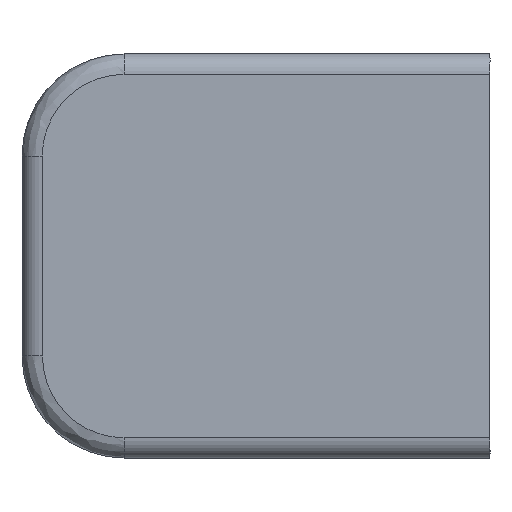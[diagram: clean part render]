
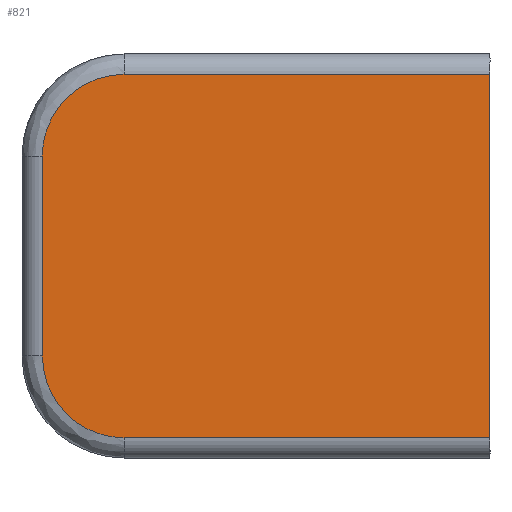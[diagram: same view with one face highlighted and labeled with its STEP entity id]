
A CAD part, front view. The second image highlights one B-rep face of the part: STEP entity #821.
In plain terms, the highlighted planar face has unit normal (0, -1, 0).
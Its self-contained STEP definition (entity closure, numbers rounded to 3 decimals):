
#15 = AXIS2_PLACEMENT_3D ( 'NONE', #164, #1075, #177 ) ;
#22 = ORIENTED_EDGE ( 'NONE', *, *, #666, .T. ) ;
#36 = CARTESIAN_POINT ( 'NONE',  ( 9.332, -58.039, 3.351 ) ) ;
#44 = LINE ( 'NONE', #606, #225 ) ;
#46 = CARTESIAN_POINT ( 'NONE',  ( 9.015, -58.039, 3.489 ) ) ;
#93 = CARTESIAN_POINT ( 'NONE',  ( 10.421, -58.039, 16.713 ) ) ;
#110 = CARTESIAN_POINT ( 'NONE',  ( 7.373, -58.039, 13.665 ) ) ;
#132 = CARTESIAN_POINT ( 'NONE',  ( 7.531, -58.039, 5.226 ) ) ;
#140 = CARTESIAN_POINT ( 'NONE',  ( 7.669, -58.039, 4.867 ) ) ;
#155 = CARTESIAN_POINT ( 'NONE',  ( 7.56, -58.039, 5.146 ) ) ;
#164 = CARTESIAN_POINT ( 'NONE',  ( 6.174, -58.039, 17.852 ) ) ;
#177 = DIRECTION ( 'NONE',  ( 0., 0., -1. ) ) ;
#183 = EDGE_CURVE ( 'NONE', #587, #899, #44, .T. ) ;
#199 = CARTESIAN_POINT ( 'NONE',  ( 7.437, -58.039, 14.386 ) ) ;
#209 = DIRECTION ( 'NONE',  ( 0., 0., -1. ) ) ;
#221 = CARTESIAN_POINT ( 'NONE',  ( 7.892, -58.039, 15.391 ) ) ;
#225 = VECTOR ( 'NONE', #269, 1000. ) ;
#242 = EDGE_CURVE ( 'NONE', #1055, #456, #771, .T. ) ;
#269 = DIRECTION ( 'NONE',  ( 0., 0., -1. ) ) ;
#308 = CARTESIAN_POINT ( 'NONE',  ( 9.09, -58.039, 16.417 ) ) ;
#314 = CARTESIAN_POINT ( 'NONE',  ( 7.373, -58.039, 14.031 ) ) ;
#329 = CARTESIAN_POINT ( 'NONE',  ( 9.449, -58.039, 16.555 ) ) ;
#382 = CARTESIAN_POINT ( 'NONE',  ( 8.006, -58.039, 4.333 ) ) ;
#389 = CARTESIAN_POINT ( 'NONE',  ( 7.581, -58.039, 5.089 ) ) ;
#390 = ORIENTED_EDGE ( 'NONE', *, *, #242, .T. ) ;
#417 = ORIENTED_EDGE ( 'NONE', *, *, #971, .F. ) ;
#427 = CARTESIAN_POINT ( 'NONE',  ( 7.373, -58.039, 6.198 ) ) ;
#434 = CARTESIAN_POINT ( 'NONE',  ( 7.598, -58.039, 14.816 ) ) ;
#456 = VERTEX_POINT ( 'NONE', #1423 ) ;
#476 = CARTESIAN_POINT ( 'NONE',  ( 7.479, -58.039, 5.388 ) ) ;
#503 = CARTESIAN_POINT ( 'NONE',  ( 8.446, -58.039, 3.865 ) ) ;
#548 = CARTESIAN_POINT ( 'NONE',  ( 8.553, -58.039, 16.084 ) ) ;
#579 = CARTESIAN_POINT ( 'NONE',  ( 8.143, -58.039, 4.17 ) ) ;
#587 = VERTEX_POINT ( 'NONE', #1231 ) ;
#588 = CARTESIAN_POINT ( 'NONE',  ( 10.055, -58.039, 3.15 ) ) ;
#596 = CARTESIAN_POINT ( 'NONE',  ( 7.585, -58.039, 5.078 ) ) ;
#606 = CARTESIAN_POINT ( 'NONE',  ( 7.373, -58.039, 17.852 ) ) ;
#607 = CARTESIAN_POINT ( 'NONE',  ( 24.086, -58.039, 16.713 ) ) ;
#610 = CARTESIAN_POINT ( 'NONE',  ( 7.373, -58.039, 6.003 ) ) ;
#645 = FACE_OUTER_BOUND ( 'NONE', #1088, .T. ) ;
#665 = DIRECTION ( 'NONE',  ( -1., 0., 0. ) ) ;
#666 = EDGE_CURVE ( 'NONE', #899, #714, #1176, .T. ) ;
#668 = CARTESIAN_POINT ( 'NONE',  ( 8.903, -58.039, 16.319 ) ) ;
#674 = CARTESIAN_POINT ( 'NONE',  ( 7.634, -58.039, 14.902 ) ) ;
#707 = CARTESIAN_POINT ( 'NONE',  ( 7.4, -58.039, 5.715 ) ) ;
#714 = VERTEX_POINT ( 'NONE', #834 ) ;
#721 = CARTESIAN_POINT ( 'NONE',  ( 9.27, -58.039, 3.375 ) ) ;
#730 = PLANE ( 'NONE',  #15 ) ;
#762 = VERTEX_POINT ( 'NONE', #1421 ) ;
#766 = CARTESIAN_POINT ( 'NONE',  ( 7.712, -58.039, 15.071 ) ) ;
#771 = LINE ( 'NONE', #863, #1416 ) ;
#783 = CARTESIAN_POINT ( 'NONE',  ( 9.611, -58.039, 16.607 ) ) ;
#789 = CARTESIAN_POINT ( 'NONE',  ( 9.312, -58.039, 16.505 ) ) ;
#821 = ADVANCED_FACE ( '��8', ( #645 ), #730, .T. ) ;
#827 = ORIENTED_EDGE ( 'NONE', *, *, #183, .T. ) ;
#834 = CARTESIAN_POINT ( 'NONE',  ( 10.421, -58.039, 3.15 ) ) ;
#863 = CARTESIAN_POINT ( 'NONE',  ( 6.174, -58.039, 16.713 ) ) ;
#872 = CARTESIAN_POINT ( 'NONE',  ( 6.174, -58.039, 3.15 ) ) ;
#879 = CARTESIAN_POINT ( 'NONE',  ( 7.574, -58.039, 14.754 ) ) ;
#880 = ORIENTED_EDGE ( 'NONE', *, *, #968, .T. ) ;
#898 = CARTESIAN_POINT ( 'NONE',  ( 8.388, -58.039, 15.947 ) ) ;
#899 = VERTEX_POINT ( 'NONE', #427 ) ;
#920 = EDGE_CURVE ( 'NONE', #714, #762, #1107, .T. ) ;
#922 = CARTESIAN_POINT ( 'NONE',  ( 9.7, -58.039, 3.214 ) ) ;
#930 = CARTESIAN_POINT ( 'NONE',  ( 9.184, -58.039, 3.411 ) ) ;
#946 = CARTESIAN_POINT ( 'NONE',  ( 8.695, -58.039, 3.669 ) ) ;
#968 = EDGE_CURVE ( 'NONE', #456, #587, #1402, .T. ) ;
#971 = EDGE_CURVE ( 'NONE', #1055, #762, #1095, .T. ) ;
#983 = VECTOR ( 'NONE', #209, 1000. ) ;
#1016 = DIRECTION ( 'NONE',  ( 1., 0., 0. ) ) ;
#1033 = CARTESIAN_POINT ( 'NONE',  ( 7.572, -58.039, 5.112 ) ) ;
#1039 = CARTESIAN_POINT ( 'NONE',  ( 9.346, -58.039, 3.345 ) ) ;
#1054 = CARTESIAN_POINT ( 'NONE',  ( 10.421, -58.039, 3.15 ) ) ;
#1055 = VERTEX_POINT ( 'NONE', #607 ) ;
#1075 = DIRECTION ( 'NONE',  ( 0., -1., 0. ) ) ;
#1088 = EDGE_LOOP ( 'NONE', ( #827, #22, #1179, #417, #390, #880 ) ) ;
#1095 = LINE ( 'NONE', #1207, #983 ) ;
#1107 = LINE ( 'NONE', #872, #1440 ) ;
#1112 = CARTESIAN_POINT ( 'NONE',  ( 7.568, -58.039, 14.74 ) ) ;
#1117 = CARTESIAN_POINT ( 'NONE',  ( 9.335, -58.039, 16.514 ) ) ;
#1130 = CARTESIAN_POINT ( 'NONE',  ( 8.216, -58.039, 4.09 ) ) ;
#1142 = CARTESIAN_POINT ( 'NONE',  ( 9.307, -58.039, 3.36 ) ) ;
#1148 = CARTESIAN_POINT ( 'NONE',  ( 7.373, -58.039, 6.198 ) ) ;
#1176 = B_SPLINE_CURVE_WITH_KNOTS ( 'NONE', 3,
 ( #1148, #610, #707, #476, #132, #155, #1033, #389, #596, #140, #1355, #382, #579, #1130, #503, #946, #46, #930, #721, #1142, #36, #1039, #922, #588, #1054 ),
 .UNSPECIFIED., .F., .F.,
 ( 4, 1, 1, 1, 1, 2, 2, 1, 2, 2, 1, 1, 1, 1, 2, 2, 4 ),
 ( 0., 0.125, 0.188, 0.219, 0.234, 0.242, 0.25, 0.375, 0.438, 0.5, 0.625, 0.688, 0.719, 0.734, 0.742, 0.75, 1. ),
 .UNSPECIFIED. ) ;
#1179 = ORIENTED_EDGE ( 'NONE', *, *, #920, .T. ) ;
#1199 = CARTESIAN_POINT ( 'NONE',  ( 7.584, -58.039, 14.779 ) ) ;
#1207 = CARTESIAN_POINT ( 'NONE',  ( 24.086, -58.039, 17.475 ) ) ;
#1216 = CARTESIAN_POINT ( 'NONE',  ( 9.302, -58.039, 16.501 ) ) ;
#1231 = CARTESIAN_POINT ( 'NONE',  ( 7.373, -58.039, 13.665 ) ) ;
#1310 = CARTESIAN_POINT ( 'NONE',  ( 9.369, -58.039, 16.527 ) ) ;
#1326 = CARTESIAN_POINT ( 'NONE',  ( 10.226, -58.039, 16.713 ) ) ;
#1334 = CARTESIAN_POINT ( 'NONE',  ( 9.938, -58.039, 16.686 ) ) ;
#1338 = CARTESIAN_POINT ( 'NONE',  ( 8.089, -58.039, 15.64 ) ) ;
#1355 = CARTESIAN_POINT ( 'NONE',  ( 7.816, -58.039, 4.587 ) ) ;
#1402 = B_SPLINE_CURVE_WITH_KNOTS ( 'NONE', 3,
 ( #93, #1326, #1334, #783, #329, #1310, #1117, #789, #1216, #308, #668, #548, #898, #1338, #221, #766, #674, #434, #1199, #879, #1112, #199, #314, #110 ),
 .UNSPECIFIED., .F., .F.,
 ( 4, 1, 1, 1, 1, 2, 2, 2, 2, 1, 1, 1, 1, 2, 2, 4 ),
 ( 0., 0.125, 0.187, 0.219, 0.234, 0.242, 0.25, 0.375, 0.5, 0.625, 0.688, 0.719, 0.734, 0.742, 0.75, 1. ),
 .UNSPECIFIED. ) ;
#1416 = VECTOR ( 'NONE', #665, 1000. ) ;
#1421 = CARTESIAN_POINT ( 'NONE',  ( 24.086, -58.039, 3.15 ) ) ;
#1423 = CARTESIAN_POINT ( 'NONE',  ( 10.421, -58.039, 16.713 ) ) ;
#1440 = VECTOR ( 'NONE', #1016, 1000. ) ;
